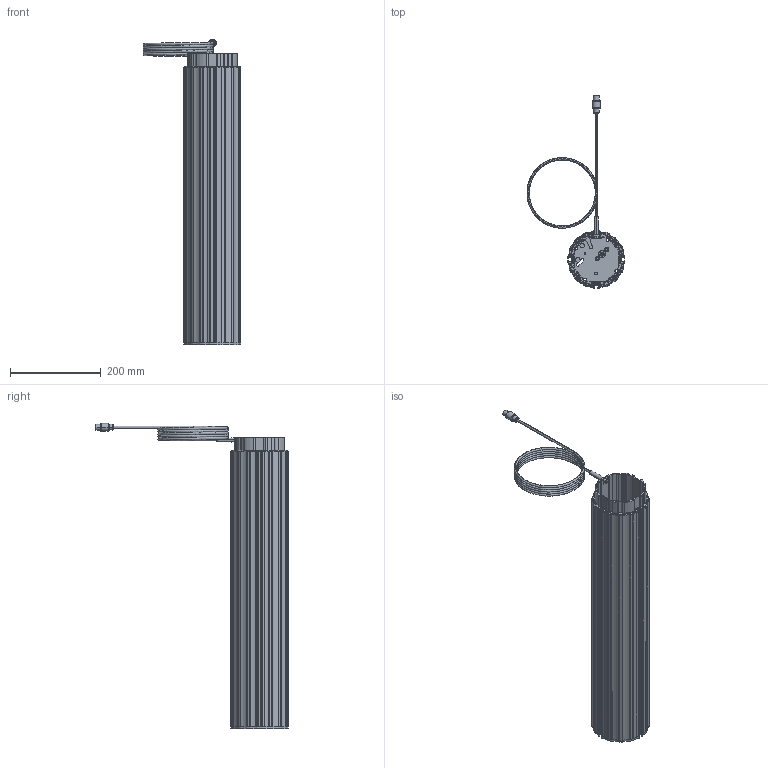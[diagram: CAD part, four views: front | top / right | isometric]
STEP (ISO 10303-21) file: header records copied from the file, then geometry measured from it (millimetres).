
FILE_DESCRIPTION (( 'STEP AP214' ), '1' );
FILE_NAME ('TR126-2 EB640 Hub500.STEP', '2018-01-26T08:32:03', ( '' ), ( '' ), 'SwSTEP 2.0', 'SolidWorks 2017', '' );
FILE_SCHEMA (( 'AUTOMOTIVE_DESIGN' ));
Length unit declared in the file: millimetre
Products named in the file (21): Spax-Schraube-M3x30-01533 30; 34.2.009_TR126-2-EB640; DIN 7500 M5x30; 34.2.014; DIN 7500 M4x30; Kabel_f黵 Katalog; Federscheibe f黵 M5-Federstahl-M5; kabeltülle; 34.0.008_STL-Teil; 34.0.010; 19.4.041; 34.0.050_TR126-2-EB640; 17.2.005-04; TR126-2 EB640 Hub500; 34.0.011; 34.2.010_TR126-2-EB640; DIN 7500 M5x12; 34.0.002_L„nge:605,5mm; 17.2.005-03; 34.2.008; 34.1.008_vormontiert
Assembly tree (28 placements, depth 5):
  TR126-2 EB640 Hub500
    34.2.010_TR126-2-EB640
      34.0.050_TR126-2-EB640
        34.0.002_L„nge:605,5mm
      34.2.009_TR126-2-EB640
        34.2.008
        34.1.008_vormontiert
          17.2.005-03
          17.2.005-04
          Spax-Schraube-M3x30-01533 30
          34.2.014
        19.4.041
    34.0.011
    34.0.010
    Federscheibe f黵 M5-Federstahl-M5
    34.0.008_STL-Teil
    DIN 7500 M5x12  x3
    DIN 7500 M4x30  x4
    DIN 7500 M5x30  x4
    kabeltülle
    Kabel_f黵 Katalog
Bounding box: 215.39 x 422.71 x 671 mm (x, y, z)
Volume: 1873146.6 mm3; surface area: 1214479.8 mm2
Topology: 24 solids, 24 shells, 1924 faces, 5178 edges, 3297 vertices
Faces by surface type: cylinder 955, plane 504, bspline 226, torus 118, cone 63, sphere 58
Entity records: 64941 total; most frequent: CARTESIAN_POINT 18323, DIRECTION 9831, ORIENTED_EDGE 9828, EDGE_CURVE 4914, AXIS2_PLACEMENT_3D 3859, VERTEX_POINT 3133, CIRCLE 2234, VECTOR 2113
